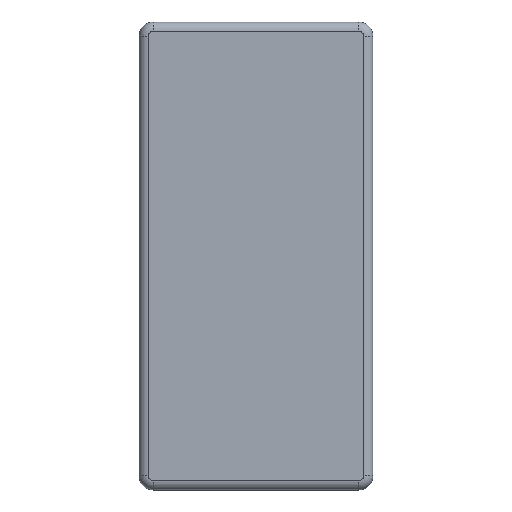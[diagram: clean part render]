
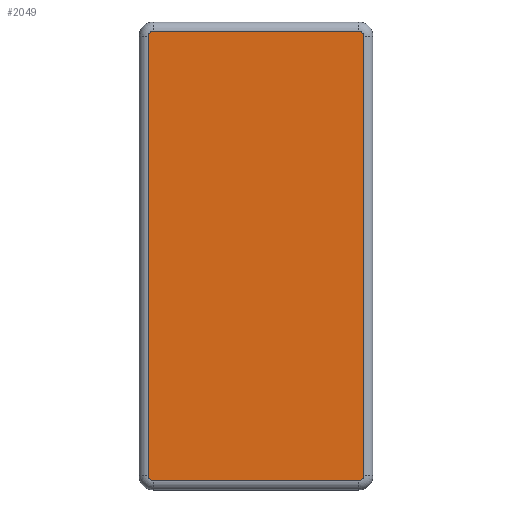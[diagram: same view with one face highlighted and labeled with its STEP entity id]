
A CAD part, top view. The second image highlights one B-rep face of the part: STEP entity #2049.
In plain terms, the highlighted planar face has unit normal (0, 0, 1).
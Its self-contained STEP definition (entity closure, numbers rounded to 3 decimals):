
#4 = CARTESIAN_POINT ( 'NONE',  ( 22., 47., 3. ) ) ;
#5 = DIRECTION ( 'NONE',  ( 0., 0., 1. ) ) ;
#6 = DIRECTION ( 'NONE',  ( 1., 0., 0. ) ) ;
#7 = CARTESIAN_POINT ( 'NONE',  ( 23., 47., 3. ) ) ;
#11 = DIRECTION ( 'NONE',  ( 0., 1., 0. ) ) ;
#12 = CARTESIAN_POINT ( 'NONE',  ( 22., -48., 3. ) ) ;
#13 = DIRECTION ( 'NONE',  ( 1., 0., 0. ) ) ;
#14 = CARTESIAN_POINT ( 'NONE',  ( 22., -47., 3. ) ) ;
#15 = DIRECTION ( 'NONE',  ( 0., 0., 1. ) ) ;
#16 = DIRECTION ( 'NONE',  ( 1., 0., 0. ) ) ;
#17 = CARTESIAN_POINT ( 'NONE',  ( -22., -47., 3. ) ) ;
#18 = DIRECTION ( 'NONE',  ( 0., 0., 1. ) ) ;
#19 = DIRECTION ( 'NONE',  ( 1., 0., 0. ) ) ;
#331 = ORIENTED_EDGE ( 'NONE', *, *, #478, .T. ) ;
#333 = ORIENTED_EDGE ( 'NONE', *, *, #2542, .T. ) ;
#340 = ORIENTED_EDGE ( 'NONE', *, *, #480, .T. ) ;
#343 = ORIENTED_EDGE ( 'NONE', *, *, #476, .T. ) ;
#476 = EDGE_CURVE ( 'NONE', #2307, #2312, #1410, .T. ) ;
#478 = EDGE_CURVE ( 'NONE', #2327, #2307, #1412, .T. ) ;
#479 = EDGE_CURVE ( 'NONE', #2294, #2295, #1414, .T. ) ;
#480 = EDGE_CURVE ( 'NONE', #2295, #2327, #1416, .T. ) ;
#481 = EDGE_CURVE ( 'NONE', #2321, #2294, #1418, .T. ) ;
#617 = LINE ( 'NONE', #1773, #620 ) ;
#620 = VECTOR ( 'NONE', #1774, 1000. ) ;
#631 = LINE ( 'NONE', #1787, #634 ) ;
#634 = VECTOR ( 'NONE', #1788, 1000. ) ;
#660 = CIRCLE ( 'NONE', #2598, 1. ) ;
#799 = ORIENTED_EDGE ( 'NONE', *, *, #479, .T. ) ;
#808 = ORIENTED_EDGE ( 'NONE', *, *, #2565, .T. ) ;
#840 = ORIENTED_EDGE ( 'NONE', *, *, #2535, .T. ) ;
#841 = ORIENTED_EDGE ( 'NONE', *, *, #481, .T. ) ;
#1257 = EDGE_LOOP ( 'NONE', ( #333, #808, #840, #841, #799, #340, #331, #343 ) ) ;
#1410 = CIRCLE ( 'NONE', #1912, 1. ) ;
#1412 = LINE ( 'NONE', #7, #1415 ) ;
#1414 = LINE ( 'NONE', #12, #1417 ) ;
#1415 = VECTOR ( 'NONE', #11, 1000. ) ;
#1416 = CIRCLE ( 'NONE', #1910, 1. ) ;
#1417 = VECTOR ( 'NONE', #13, 1000. ) ;
#1418 = CIRCLE ( 'NONE', #1909, 1. ) ;
#1450 = FACE_OUTER_BOUND ( 'NONE', #1257, .T. ) ;
#1710 = CARTESIAN_POINT ( 'NONE',  ( 0., 0., 3. ) ) ;
#1715 = PLANE ( 'NONE',  #1895 ) ;
#1718 = DIRECTION ( 'NONE',  ( 0., 0., 1. ) ) ;
#1719 = DIRECTION ( 'NONE',  ( 1., 0., 0. ) ) ;
#1773 = CARTESIAN_POINT ( 'NONE',  ( -23., -47., 3. ) ) ;
#1774 = DIRECTION ( 'NONE',  ( 0., -1., 0. ) ) ;
#1787 = CARTESIAN_POINT ( 'NONE',  ( -22., 48., 3. ) ) ;
#1788 = DIRECTION ( 'NONE',  ( -1., 0., 0. ) ) ;
#1851 = CARTESIAN_POINT ( 'NONE',  ( -22., 47., 3. ) ) ;
#1852 = DIRECTION ( 'NONE',  ( 0., 0., 1. ) ) ;
#1853 = DIRECTION ( 'NONE',  ( 1., 0., 0. ) ) ;
#1895 = AXIS2_PLACEMENT_3D ( 'NONE', #1710, #1718, #1719 ) ;
#1909 = AXIS2_PLACEMENT_3D ( 'NONE', #17, #18, #19 ) ;
#1910 = AXIS2_PLACEMENT_3D ( 'NONE', #14, #15, #16 ) ;
#1912 = AXIS2_PLACEMENT_3D ( 'NONE', #4, #5, #6 ) ;
#2049 = ADVANCED_FACE ( 'NONE', ( #1450 ), #1715, .T. ) ;
#2293 = VERTEX_POINT ( 'NONE', #2478 ) ;
#2294 = VERTEX_POINT ( 'NONE', #2485 ) ;
#2295 = VERTEX_POINT ( 'NONE', #2486 ) ;
#2307 = VERTEX_POINT ( 'NONE', #2495 ) ;
#2312 = VERTEX_POINT ( 'NONE', #2500 ) ;
#2321 = VERTEX_POINT ( 'NONE', #2507 ) ;
#2325 = VERTEX_POINT ( 'NONE', #2511 ) ;
#2327 = VERTEX_POINT ( 'NONE', #2513 ) ;
#2478 = CARTESIAN_POINT ( 'NONE',  ( -22., 48., 3. ) ) ;
#2485 = CARTESIAN_POINT ( 'NONE',  ( -22., -48., 3. ) ) ;
#2486 = CARTESIAN_POINT ( 'NONE',  ( 22., -48., 3. ) ) ;
#2495 = CARTESIAN_POINT ( 'NONE',  ( 23., 47., 3. ) ) ;
#2500 = CARTESIAN_POINT ( 'NONE',  ( 22., 48., 3. ) ) ;
#2507 = CARTESIAN_POINT ( 'NONE',  ( -23., -47., 3. ) ) ;
#2511 = CARTESIAN_POINT ( 'NONE',  ( -23., 47., 3. ) ) ;
#2513 = CARTESIAN_POINT ( 'NONE',  ( 23., -47., 3. ) ) ;
#2535 = EDGE_CURVE ( 'NONE', #2325, #2321, #617, .T. ) ;
#2542 = EDGE_CURVE ( 'NONE', #2312, #2293, #631, .T. ) ;
#2565 = EDGE_CURVE ( 'NONE', #2293, #2325, #660, .T. ) ;
#2598 = AXIS2_PLACEMENT_3D ( 'NONE', #1851, #1852, #1853 ) ;
